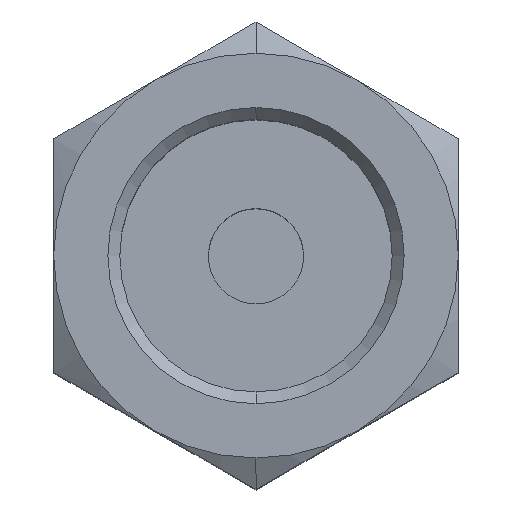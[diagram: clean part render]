
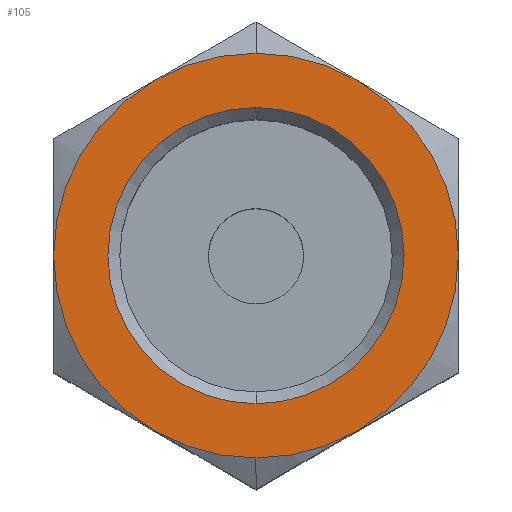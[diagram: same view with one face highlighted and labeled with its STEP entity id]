
A CAD part, top view. The second image highlights one B-rep face of the part: STEP entity #105.
In plain terms, the highlighted planar face has unit normal (0, 0, 1).
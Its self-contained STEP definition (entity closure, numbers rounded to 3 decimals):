
#105=ADVANCED_FACE('',(#233,#234),#235,.T.);
#233=FACE_OUTER_BOUND('',#397,.T.);
#234=FACE_BOUND('',#398,.T.);
#235=PLANE('',#399);
#397=EDGE_LOOP('',(#892,#893,#894,#895,#896,#897,#898,#899));
#398=EDGE_LOOP('',(#900,#901));
#399=AXIS2_PLACEMENT_3D('',#902,#903,#904);
#892=ORIENTED_EDGE('',*,*,#1134,.T.);
#893=ORIENTED_EDGE('',*,*,#1133,.T.);
#894=ORIENTED_EDGE('',*,*,#1020,.T.);
#895=ORIENTED_EDGE('',*,*,#1132,.T.);
#896=ORIENTED_EDGE('',*,*,#1131,.T.);
#897=ORIENTED_EDGE('',*,*,#1130,.T.);
#898=ORIENTED_EDGE('',*,*,#1129,.T.);
#899=ORIENTED_EDGE('',*,*,#1024,.T.);
#900=ORIENTED_EDGE('',*,*,#1017,.T.);
#901=ORIENTED_EDGE('',*,*,#1135,.T.);
#902=CARTESIAN_POINT('',(0.0,0.0,17.5));
#903=DIRECTION('',(0.0,0.0,1.0));
#904=DIRECTION('',(1.0,-0.0,0.0));
#1017=EDGE_CURVE('',#1380,#1378,#1381,.T.);
#1020=EDGE_CURVE('',#1386,#1383,#1387,.T.);
#1024=EDGE_CURVE('',#1390,#1392,#1394,.T.);
#1129=EDGE_CURVE('',#1536,#1390,#1559,.T.);
#1130=EDGE_CURVE('',#1541,#1536,#1560,.T.);
#1131=EDGE_CURVE('',#1546,#1541,#1561,.T.);
#1132=EDGE_CURVE('',#1383,#1546,#1562,.T.);
#1133=EDGE_CURVE('',#1553,#1386,#1563,.T.);
#1134=EDGE_CURVE('',#1392,#1553,#1564,.T.);
#1135=EDGE_CURVE('',#1378,#1380,#1565,.T.);
#1378=VERTEX_POINT('',#1664);
#1380=VERTEX_POINT('',#1667);
#1381=CIRCLE('',#1668,6.223);
#1383=VERTEX_POINT('',#1671);
#1386=VERTEX_POINT('',#1675);
#1387=CIRCLE('',#1676,8.5);
#1390=VERTEX_POINT('',#1686);
#1392=VERTEX_POINT('',#1689);
#1394=CIRCLE('',#1698,8.5);
#1536=VERTEX_POINT('',#2195);
#1541=VERTEX_POINT('',#2215);
#1546=VERTEX_POINT('',#2235);
#1553=VERTEX_POINT('',#2265);
#1559=CIRCLE('',#2293,8.5);
#1560=CIRCLE('',#2294,8.5);
#1561=CIRCLE('',#2295,8.5);
#1562=CIRCLE('',#2296,8.5);
#1563=CIRCLE('',#2297,8.5);
#1564=CIRCLE('',#2298,8.5);
#1565=CIRCLE('',#2299,6.223);
#1664=CARTESIAN_POINT('',(0.,6.223,17.5));
#1667=CARTESIAN_POINT('',(0.0,-6.223,17.5));
#1668=AXIS2_PLACEMENT_3D('',#2435,#2436,#2437);
#1671=CARTESIAN_POINT('',(0.,8.5,17.5));
#1675=CARTESIAN_POINT('',(4.25,7.361,17.5));
#1676=AXIS2_PLACEMENT_3D('',#2440,#2441,#2442);
#1686=CARTESIAN_POINT('',(0.,-8.5,17.5));
#1689=CARTESIAN_POINT('',(4.25,-7.361,17.5));
#1698=AXIS2_PLACEMENT_3D('',#2444,#2445,#2446);
#2195=CARTESIAN_POINT('',(-4.25,-7.361,17.5));
#2215=CARTESIAN_POINT('',(-8.5,0.,17.5));
#2235=CARTESIAN_POINT('',(-4.25,7.361,17.5));
#2265=CARTESIAN_POINT('',(8.5,0.,17.5));
#2293=AXIS2_PLACEMENT_3D('',#2567,#2568,#2569);
#2294=AXIS2_PLACEMENT_3D('',#2570,#2571,#2572);
#2295=AXIS2_PLACEMENT_3D('',#2573,#2574,#2575);
#2296=AXIS2_PLACEMENT_3D('',#2576,#2577,#2578);
#2297=AXIS2_PLACEMENT_3D('',#2579,#2580,#2581);
#2298=AXIS2_PLACEMENT_3D('',#2582,#2583,#2584);
#2299=AXIS2_PLACEMENT_3D('',#2585,#2586,#2587);
#2435=CARTESIAN_POINT('',(0.0,0.0,17.5));
#2436=DIRECTION('',(0.0,0.0,-1.0));
#2437=DIRECTION('',(0.0,1.0,0.0));
#2440=CARTESIAN_POINT('',(0.0,0.0,17.5));
#2441=DIRECTION('',(0.0,-0.0,1.0));
#2442=DIRECTION('',(0.5,0.866,0.0));
#2444=CARTESIAN_POINT('',(0.0,0.0,17.5));
#2445=DIRECTION('',(0.0,0.0,1.0));
#2446=DIRECTION('',(-0.5,-0.866,0.0));
#2567=CARTESIAN_POINT('',(0.0,0.0,17.5));
#2568=DIRECTION('',(0.0,0.0,1.0));
#2569=DIRECTION('',(-0.5,-0.866,0.0));
#2570=CARTESIAN_POINT('',(0.0,0.0,17.5));
#2571=DIRECTION('',(0.0,0.0,1.0));
#2572=DIRECTION('',(-1.0,0.,0.0));
#2573=CARTESIAN_POINT('',(0.0,0.0,17.5));
#2574=DIRECTION('',(0.0,0.0,1.0));
#2575=DIRECTION('',(-0.5,0.866,0.0));
#2576=CARTESIAN_POINT('',(0.0,0.0,17.5));
#2577=DIRECTION('',(0.0,-0.0,1.0));
#2578=DIRECTION('',(0.5,0.866,0.0));
#2579=CARTESIAN_POINT('',(0.0,0.0,17.5));
#2580=DIRECTION('',(0.0,0.0,1.0));
#2581=DIRECTION('',(1.0,0.,0.0));
#2582=CARTESIAN_POINT('',(0.0,0.0,17.5));
#2583=DIRECTION('',(0.0,0.0,1.0));
#2584=DIRECTION('',(0.5,-0.866,0.0));
#2585=CARTESIAN_POINT('',(0.0,0.0,17.5));
#2586=DIRECTION('',(0.0,0.0,-1.0));
#2587=DIRECTION('',(0.0,1.0,0.0));
